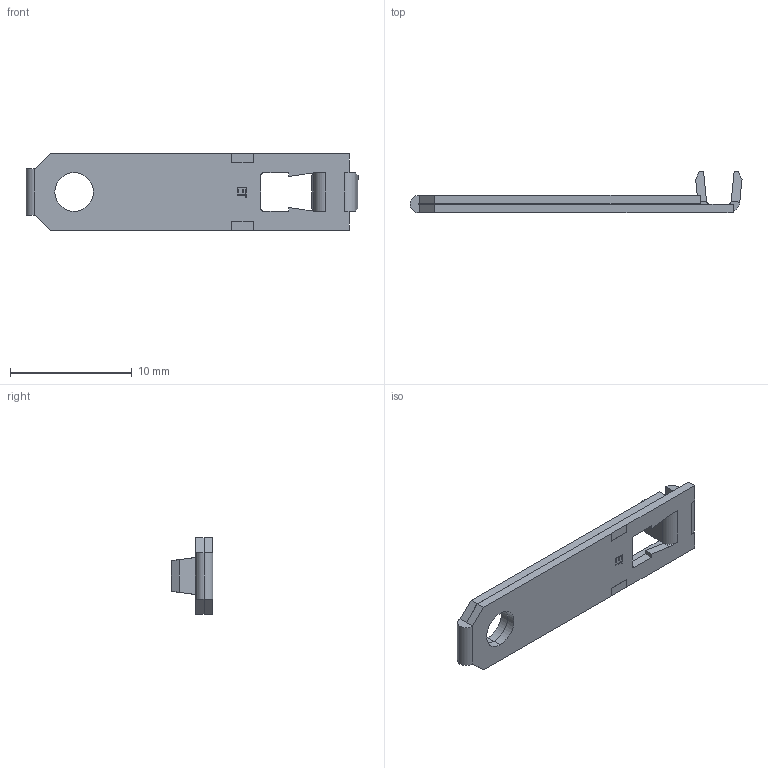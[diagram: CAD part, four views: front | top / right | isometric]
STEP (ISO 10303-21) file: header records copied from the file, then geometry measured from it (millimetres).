
FILE_DESCRIPTION (( 'STEP AP203' ), '1' );
FILE_NAME ('14064.STEP', '2015-02-23T16:46:39', ( '' ), ( '' ), 'SwSTEP 2.0', 'SolidWorks 2014', '' );
FILE_SCHEMA (( 'CONFIG_CONTROL_DESIGN' ));
Length unit declared in the file: inch
Products named in the file (1): 14064
Bounding box: 27.3 x 3.43 x 6.3 mm (x, y, z)
Volume: 197.8 mm3; surface area: 679.2 mm2
Topology: 1 solids, 1 shells, 107 faces, 286 edges, 186 vertices
Faces by surface type: plane 93, cylinder 14
Entity records: 3371 total; most frequent: CARTESIAN_POINT 580, ORIENTED_EDGE 572, DIRECTION 534, EDGE_CURVE 286, VECTOR 254, LINE 254, VERTEX_POINT 186, AXIS2_PLACEMENT_3D 140
